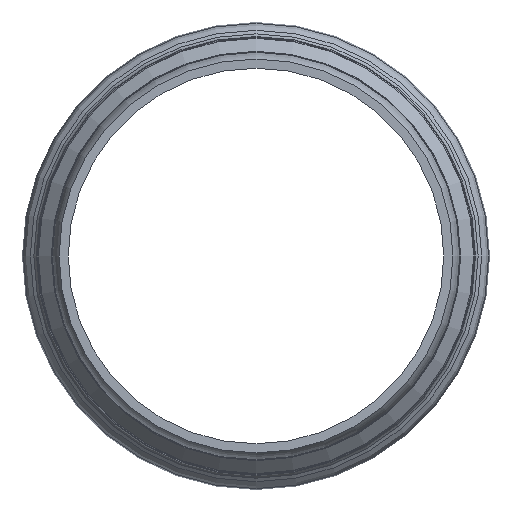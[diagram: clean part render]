
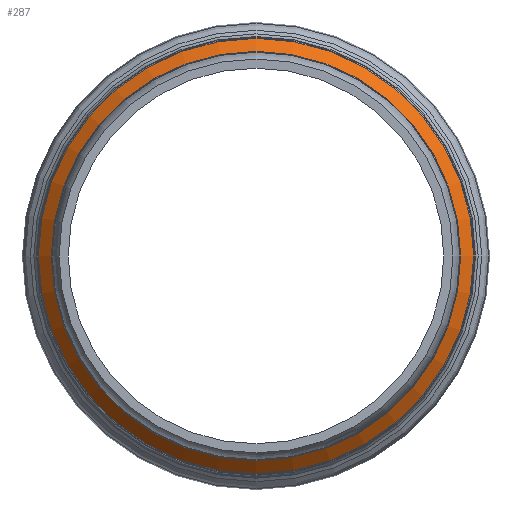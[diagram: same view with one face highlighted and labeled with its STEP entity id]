
A CAD part, front view. The second image highlights one B-rep face of the part: STEP entity #287.
In plain terms, the highlighted conical face has half-angle 45 degrees and reference radius 69.954 mm.
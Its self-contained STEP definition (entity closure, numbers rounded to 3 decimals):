
#16=CONICAL_SURFACE('',#319,69.954,45.);
#28=FACE_BOUND('',#85,.T.);
#55=FACE_OUTER_BOUND('',#84,.T.);
#84=EDGE_LOOP('',(#219));
#85=EDGE_LOOP('',(#220));
#134=CIRCLE('',#315,67.943);
#137=CIRCLE('',#320,72.257);
#161=VERTEX_POINT('',#480);
#164=VERTEX_POINT('',#488);
#188=EDGE_CURVE('',#161,#161,#134,.T.);
#191=EDGE_CURVE('',#164,#164,#137,.T.);
#219=ORIENTED_EDGE('',*,*,#191,.T.);
#220=ORIENTED_EDGE('',*,*,#188,.F.);
#287=ADVANCED_FACE('',(#55,#28),#16,.T.);
#315=AXIS2_PLACEMENT_3D('',#481,#372,#373);
#319=AXIS2_PLACEMENT_3D('',#487,#380,#381);
#320=AXIS2_PLACEMENT_3D('',#489,#382,#383);
#372=DIRECTION('center_axis',(0.,-1.,0.));
#373=DIRECTION('ref_axis',(-1.,0.,0.));
#380=DIRECTION('center_axis',(0.,1.,0.));
#381=DIRECTION('ref_axis',(1.,0.,0.));
#382=DIRECTION('center_axis',(0.,-1.,0.));
#383=DIRECTION('ref_axis',(1.,0.,0.));
#480=CARTESIAN_POINT('',(67.943,2996.905,0.));
#481=CARTESIAN_POINT('Origin',(0.,2996.905,0.));
#487=CARTESIAN_POINT('Origin',(0.,2998.915,0.));
#488=CARTESIAN_POINT('',(72.257,3001.219,0.));
#489=CARTESIAN_POINT('Origin',(0.,3001.219,0.));
